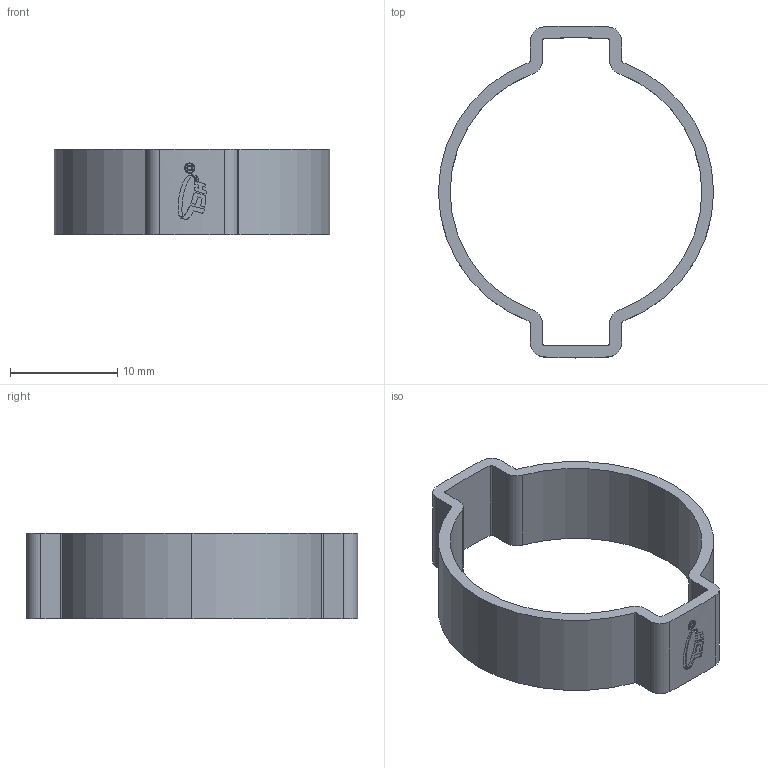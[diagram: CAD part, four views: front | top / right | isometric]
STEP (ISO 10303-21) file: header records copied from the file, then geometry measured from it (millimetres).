
FILE_DESCRIPTION (( 'STEP AP214' ), '1' );
FILE_NAME ('DEC-20-W4.step', '2025-06-04T16:33:17', ( '' ), ( '' ), 'SwSTEP 2.0', 'SolidWorks 2025', '' );
FILE_SCHEMA (( 'AUTOMOTIVE_DESIGN' ));
Length unit declared in the file: millimetre
Products named in the file (1): DEC-20-W4
Bounding box: 25.7 x 30.99 x 8 mm (x, y, z)
Volume: 771.5 mm3; surface area: 1600.3 mm2
Topology: 1 solids, 1 shells, 137 faces, 375 edges, 250 vertices
Faces by surface type: cylinder 67, bspline 58, plane 12
Entity records: 5725 total; most frequent: CARTESIAN_POINT 2699, ORIENTED_EDGE 750, DIRECTION 409, EDGE_CURVE 375, VERTEX_POINT 250, B_SPLINE_CURVE_WITH_KNOTS 178, EDGE_LOOP 149, VECTOR 145
